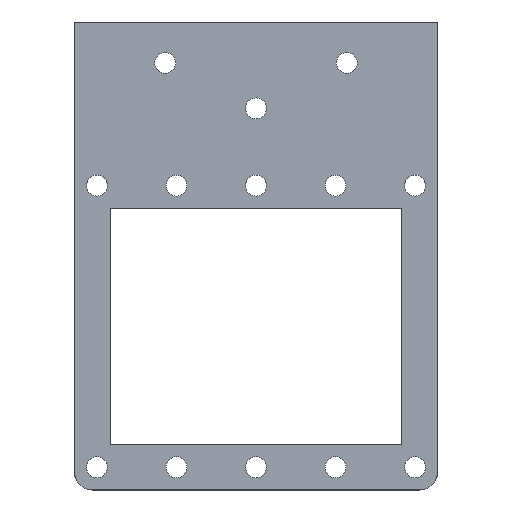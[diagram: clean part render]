
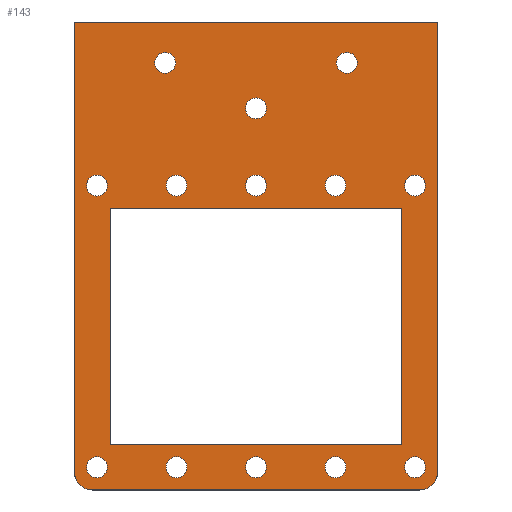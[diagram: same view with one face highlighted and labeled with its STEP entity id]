
A CAD part, top view. The second image highlights one B-rep face of the part: STEP entity #143.
In plain terms, the highlighted planar face has unit normal (0, 0, 1).
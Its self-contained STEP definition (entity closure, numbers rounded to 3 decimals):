
#49=FACE_BOUND('',#188,.T.);
#50=FACE_BOUND('',#189,.T.);
#51=FACE_BOUND('',#190,.T.);
#52=FACE_BOUND('',#191,.T.);
#53=FACE_BOUND('',#192,.T.);
#54=FACE_BOUND('',#193,.T.);
#55=FACE_BOUND('',#194,.T.);
#56=FACE_BOUND('',#195,.T.);
#57=FACE_BOUND('',#196,.T.);
#58=FACE_BOUND('',#197,.T.);
#59=FACE_BOUND('',#198,.T.);
#60=FACE_BOUND('',#199,.T.);
#61=FACE_BOUND('',#200,.T.);
#62=FACE_BOUND('',#201,.T.);
#63=FACE_BOUND('',#202,.T.);
#105=CIRCLE('',#521,1.15);
#106=CIRCLE('',#522,1.15);
#107=CIRCLE('',#523,1.15);
#108=CIRCLE('',#524,1.15);
#109=CIRCLE('',#525,1.15);
#110=CIRCLE('',#526,1.15);
#111=CIRCLE('',#527,1.15);
#112=CIRCLE('',#528,1.15);
#113=CIRCLE('',#529,1.15);
#114=CIRCLE('',#530,1.15);
#115=CIRCLE('',#531,1.15);
#116=CIRCLE('',#532,1.15);
#117=CIRCLE('',#533,1.15);
#118=CIRCLE('',#534,2.);
#119=CIRCLE('',#535,2.);
#143=ADVANCED_FACE('',(#49,#50,#51,#52,#53,#54,#55,#56,#57,#58,#59,#60,
#61,#62,#63),#168,.F.);
#168=PLANE('',#536);
#188=EDGE_LOOP('',(#278));
#189=EDGE_LOOP('',(#279));
#190=EDGE_LOOP('',(#280));
#191=EDGE_LOOP('',(#281));
#192=EDGE_LOOP('',(#282));
#193=EDGE_LOOP('',(#283));
#194=EDGE_LOOP('',(#284));
#195=EDGE_LOOP('',(#285));
#196=EDGE_LOOP('',(#286));
#197=EDGE_LOOP('',(#287));
#198=EDGE_LOOP('',(#288));
#199=EDGE_LOOP('',(#289));
#200=EDGE_LOOP('',(#290));
#201=EDGE_LOOP('',(#291,#292,#293,#294,#295,#296));
#202=EDGE_LOOP('',(#297,#298,#299,#300));
#278=ORIENTED_EDGE('',*,*,#430,.T.);
#279=ORIENTED_EDGE('',*,*,#431,.T.);
#280=ORIENTED_EDGE('',*,*,#432,.T.);
#281=ORIENTED_EDGE('',*,*,#433,.T.);
#282=ORIENTED_EDGE('',*,*,#434,.T.);
#283=ORIENTED_EDGE('',*,*,#435,.T.);
#284=ORIENTED_EDGE('',*,*,#436,.T.);
#285=ORIENTED_EDGE('',*,*,#437,.T.);
#286=ORIENTED_EDGE('',*,*,#438,.T.);
#287=ORIENTED_EDGE('',*,*,#439,.T.);
#288=ORIENTED_EDGE('',*,*,#440,.T.);
#289=ORIENTED_EDGE('',*,*,#441,.T.);
#290=ORIENTED_EDGE('',*,*,#442,.T.);
#291=ORIENTED_EDGE('',*,*,#416,.F.);
#292=ORIENTED_EDGE('',*,*,#443,.T.);
#293=ORIENTED_EDGE('',*,*,#424,.F.);
#294=ORIENTED_EDGE('',*,*,#444,.T.);
#295=ORIENTED_EDGE('',*,*,#421,.F.);
#296=ORIENTED_EDGE('',*,*,#419,.F.);
#297=ORIENTED_EDGE('',*,*,#406,.T.);
#298=ORIENTED_EDGE('',*,*,#429,.T.);
#299=ORIENTED_EDGE('',*,*,#412,.T.);
#300=ORIENTED_EDGE('',*,*,#409,.T.);
#360=VERTEX_POINT('',#711);
#361=VERTEX_POINT('',#713);
#363=VERTEX_POINT('',#719);
#365=VERTEX_POINT('',#725);
#368=VERTEX_POINT('',#732);
#369=VERTEX_POINT('',#734);
#371=VERTEX_POINT('',#740);
#372=VERTEX_POINT('',#744);
#374=VERTEX_POINT('',#750);
#375=VERTEX_POINT('',#751);
#378=VERTEX_POINT('',#762);
#379=VERTEX_POINT('',#764);
#380=VERTEX_POINT('',#766);
#381=VERTEX_POINT('',#768);
#382=VERTEX_POINT('',#770);
#383=VERTEX_POINT('',#772);
#384=VERTEX_POINT('',#774);
#385=VERTEX_POINT('',#776);
#386=VERTEX_POINT('',#778);
#387=VERTEX_POINT('',#780);
#388=VERTEX_POINT('',#782);
#389=VERTEX_POINT('',#784);
#390=VERTEX_POINT('',#786);
#406=EDGE_CURVE('',#361,#360,#462,.T.);
#409=EDGE_CURVE('',#363,#361,#465,.T.);
#412=EDGE_CURVE('',#365,#363,#468,.T.);
#416=EDGE_CURVE('',#368,#369,#472,.T.);
#419=EDGE_CURVE('',#369,#371,#475,.T.);
#421=EDGE_CURVE('',#371,#372,#477,.T.);
#424=EDGE_CURVE('',#374,#375,#480,.T.);
#429=EDGE_CURVE('',#360,#365,#485,.T.);
#430=EDGE_CURVE('',#378,#378,#105,.T.);
#431=EDGE_CURVE('',#379,#379,#106,.T.);
#432=EDGE_CURVE('',#380,#380,#107,.T.);
#433=EDGE_CURVE('',#381,#381,#108,.T.);
#434=EDGE_CURVE('',#382,#382,#109,.T.);
#435=EDGE_CURVE('',#383,#383,#110,.T.);
#436=EDGE_CURVE('',#384,#384,#111,.T.);
#437=EDGE_CURVE('',#385,#385,#112,.T.);
#438=EDGE_CURVE('',#386,#386,#113,.T.);
#439=EDGE_CURVE('',#387,#387,#114,.T.);
#440=EDGE_CURVE('',#388,#388,#115,.T.);
#441=EDGE_CURVE('',#389,#389,#116,.T.);
#442=EDGE_CURVE('',#390,#390,#117,.T.);
#443=EDGE_CURVE('',#368,#375,#118,.T.);
#444=EDGE_CURVE('',#374,#372,#119,.T.);
#462=LINE('',#712,#488);
#465=LINE('',#718,#491);
#468=LINE('',#724,#494);
#472=LINE('',#733,#498);
#475=LINE('',#739,#501);
#477=LINE('',#743,#503);
#480=LINE('',#749,#506);
#485=LINE('',#759,#511);
#488=VECTOR('',#572,1.);
#491=VECTOR('',#577,1.);
#494=VECTOR('',#582,1.);
#498=VECTOR('',#588,1.);
#501=VECTOR('',#593,1.);
#503=VECTOR('',#597,1.);
#506=VECTOR('',#602,1.);
#511=VECTOR('',#609,1.);
#521=AXIS2_PLACEMENT_3D('',#761,#612,#613);
#522=AXIS2_PLACEMENT_3D('',#763,#614,#615);
#523=AXIS2_PLACEMENT_3D('',#765,#616,#617);
#524=AXIS2_PLACEMENT_3D('',#767,#618,#619);
#525=AXIS2_PLACEMENT_3D('',#769,#620,#621);
#526=AXIS2_PLACEMENT_3D('',#771,#622,#623);
#527=AXIS2_PLACEMENT_3D('',#773,#624,#625);
#528=AXIS2_PLACEMENT_3D('',#775,#626,#627);
#529=AXIS2_PLACEMENT_3D('',#777,#628,#629);
#530=AXIS2_PLACEMENT_3D('',#779,#630,#631);
#531=AXIS2_PLACEMENT_3D('',#781,#632,#633);
#532=AXIS2_PLACEMENT_3D('',#783,#634,#635);
#533=AXIS2_PLACEMENT_3D('',#785,#636,#637);
#534=AXIS2_PLACEMENT_3D('',#787,#638,#639);
#535=AXIS2_PLACEMENT_3D('',#788,#640,#641);
#536=AXIS2_PLACEMENT_3D('',#789,#642,#643);
#572=DIRECTION('',(0.,1.,0.));
#577=DIRECTION('',(-1.,0.,0.));
#582=DIRECTION('',(0.,-1.,0.));
#588=DIRECTION('',(0.,1.,0.));
#593=DIRECTION('',(1.,0.,0.));
#597=DIRECTION('',(0.,-1.,0.));
#602=DIRECTION('',(-1.,0.,0.));
#609=DIRECTION('',(1.,0.,0.));
#612=DIRECTION('',(0.,0.,-1.));
#613=DIRECTION('',(-1.,0.,0.));
#614=DIRECTION('',(0.,0.,-1.));
#615=DIRECTION('',(-1.,0.,0.));
#616=DIRECTION('',(0.,0.,-1.));
#617=DIRECTION('',(-1.,0.,0.));
#618=DIRECTION('',(0.,0.,-1.));
#619=DIRECTION('',(-1.,0.,0.));
#620=DIRECTION('',(0.,0.,-1.));
#621=DIRECTION('',(-1.,0.,0.));
#622=DIRECTION('',(0.,0.,-1.));
#623=DIRECTION('',(-1.,0.,0.));
#624=DIRECTION('',(0.,0.,-1.));
#625=DIRECTION('',(-1.,0.,0.));
#626=DIRECTION('',(0.,0.,-1.));
#627=DIRECTION('',(-1.,0.,0.));
#628=DIRECTION('',(0.,0.,-1.));
#629=DIRECTION('',(-1.,0.,0.));
#630=DIRECTION('',(0.,0.,-1.));
#631=DIRECTION('',(-1.,0.,0.));
#632=DIRECTION('',(0.,0.,-1.));
#633=DIRECTION('',(-1.,0.,0.));
#634=DIRECTION('',(0.,0.,-1.));
#635=DIRECTION('',(-1.,0.,0.));
#636=DIRECTION('',(0.,0.,-1.));
#637=DIRECTION('',(-1.,0.,0.));
#638=DIRECTION('',(0.,0.,1.));
#639=DIRECTION('',(-1.,0.,0.));
#640=DIRECTION('',(0.,0.,1.));
#641=DIRECTION('',(-1.,0.,0.));
#642=DIRECTION('',(0.,0.,-1.));
#643=DIRECTION('',(-1.,0.,0.));
#711=CARTESIAN_POINT('',(-16.,5.25,3.));
#712=CARTESIAN_POINT('',(-16.,-20.75,3.));
#713=CARTESIAN_POINT('',(-16.,-20.75,3.));
#718=CARTESIAN_POINT('',(16.,-20.75,3.));
#719=CARTESIAN_POINT('',(16.,-20.75,3.));
#724=CARTESIAN_POINT('',(16.,5.25,3.));
#725=CARTESIAN_POINT('',(16.,5.25,3.));
#732=CARTESIAN_POINT('',(-20.,-23.75,3.));
#733=CARTESIAN_POINT('',(-20.,-25.75,3.));
#734=CARTESIAN_POINT('',(-20.,25.75,3.));
#739=CARTESIAN_POINT('',(-20.,25.75,3.));
#740=CARTESIAN_POINT('',(20.,25.75,3.));
#743=CARTESIAN_POINT('',(20.,25.75,3.));
#744=CARTESIAN_POINT('',(20.,-23.75,3.));
#749=CARTESIAN_POINT('',(20.,-25.75,3.));
#750=CARTESIAN_POINT('',(18.,-25.75,3.));
#751=CARTESIAN_POINT('',(-18.,-25.75,3.));
#759=CARTESIAN_POINT('',(-16.,5.25,3.));
#761=CARTESIAN_POINT('',(8.75,7.75,3.));
#762=CARTESIAN_POINT('',(7.6,7.75,3.));
#763=CARTESIAN_POINT('',(8.75,-23.25,3.));
#764=CARTESIAN_POINT('',(7.6,-23.25,3.));
#765=CARTESIAN_POINT('',(0.,7.75,3.));
#766=CARTESIAN_POINT('',(-1.15,7.75,3.));
#767=CARTESIAN_POINT('',(0.,-23.25,3.));
#768=CARTESIAN_POINT('',(-1.15,-23.25,3.));
#769=CARTESIAN_POINT('',(-8.75,7.75,3.));
#770=CARTESIAN_POINT('',(-9.9,7.75,3.));
#771=CARTESIAN_POINT('',(-8.75,-23.25,3.));
#772=CARTESIAN_POINT('',(-9.9,-23.25,3.));
#773=CARTESIAN_POINT('',(0.,16.25,3.));
#774=CARTESIAN_POINT('',(-1.15,16.25,3.));
#775=CARTESIAN_POINT('',(17.5,7.75,3.));
#776=CARTESIAN_POINT('',(16.35,7.75,3.));
#777=CARTESIAN_POINT('',(17.5,-23.25,3.));
#778=CARTESIAN_POINT('',(16.35,-23.25,3.));
#779=CARTESIAN_POINT('',(10.,21.25,3.));
#780=CARTESIAN_POINT('',(8.85,21.25,3.));
#781=CARTESIAN_POINT('',(-10.,21.25,3.));
#782=CARTESIAN_POINT('',(-11.15,21.25,3.));
#783=CARTESIAN_POINT('',(-17.5,7.75,3.));
#784=CARTESIAN_POINT('',(-18.65,7.75,3.));
#785=CARTESIAN_POINT('',(-17.5,-23.25,3.));
#786=CARTESIAN_POINT('',(-18.65,-23.25,3.));
#787=CARTESIAN_POINT('',(-18.,-23.75,3.));
#788=CARTESIAN_POINT('',(18.,-23.75,3.));
#789=CARTESIAN_POINT('',(0.,0.,3.));
